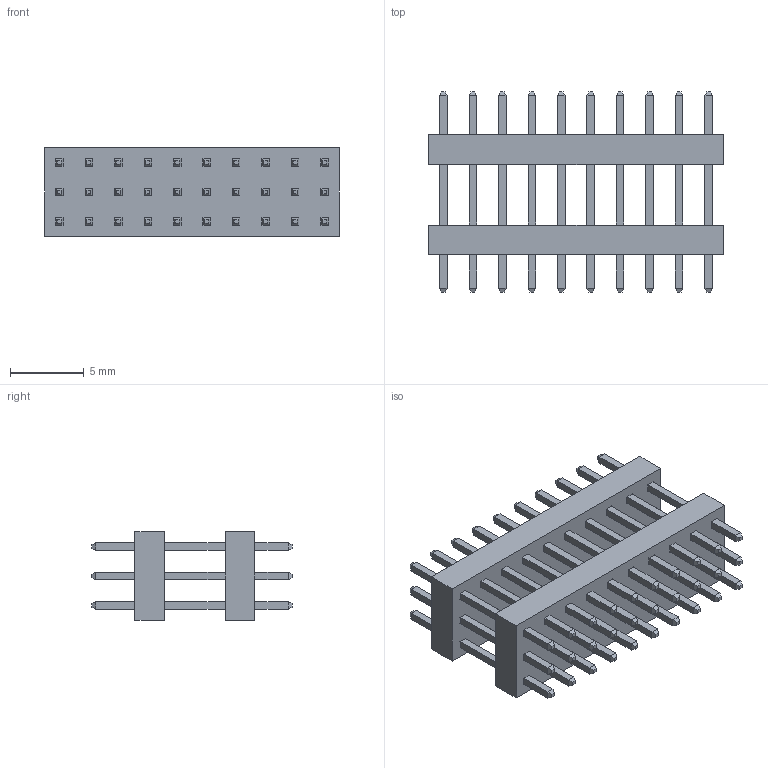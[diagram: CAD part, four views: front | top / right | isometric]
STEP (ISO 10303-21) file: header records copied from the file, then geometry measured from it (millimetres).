
FILE_DESCRIPTION(/* description */ ('STEP AP214'),/* implementation_level */ '2;1');
FILE_NAME(/* name */ 'TW-10-03-T-T-320-100',/* time_stamp */ '2025-05-08T10:43:27+02:00',/* author */ ('License CC BY-ND 4.0'),/* organization */ ('CADENAS'),/* preprocessor_version */ 'ST-DEVELOPER v19.3',/* originating_system */ 'PARTsolutions',/* authorisation */ ' ');
FILE_SCHEMA (('AUTOMOTIVE_DESIGN {1 0 10303 214 3 1 1}'));
Length unit declared in the file: inch
Products named in the file (4): TW-10-03-T-T-320-100; P3TW-10-03-T-T-320-100; BB1TW-10-03-T-T-320-100; TB2TW-10-03-T-T-320-100
Assembly tree (3 placements, depth 2):
  TW-10-03-T-T-320-100
    P3TW-10-03-T-T-320-100
    BB1TW-10-03-T-T-320-100
    TB2TW-10-03-T-T-320-100
Bounding box: 20 x 13.59 x 6 mm (x, y, z)
Volume: 572.9 mm3; surface area: 1892.8 mm2
Topology: 3 solids, 3 shells, 786 faces, 1956 edges, 1224 vertices
Faces by surface type: plane 786
Entity records: 22884 total; most frequent: CARTESIAN_POINT 3970, ORIENTED_EDGE 3912, DIRECTION 3536, EDGE_CURVE 1956, LINE 1956, VECTOR 1956, VERTEX_POINT 1224, EDGE_LOOP 954
